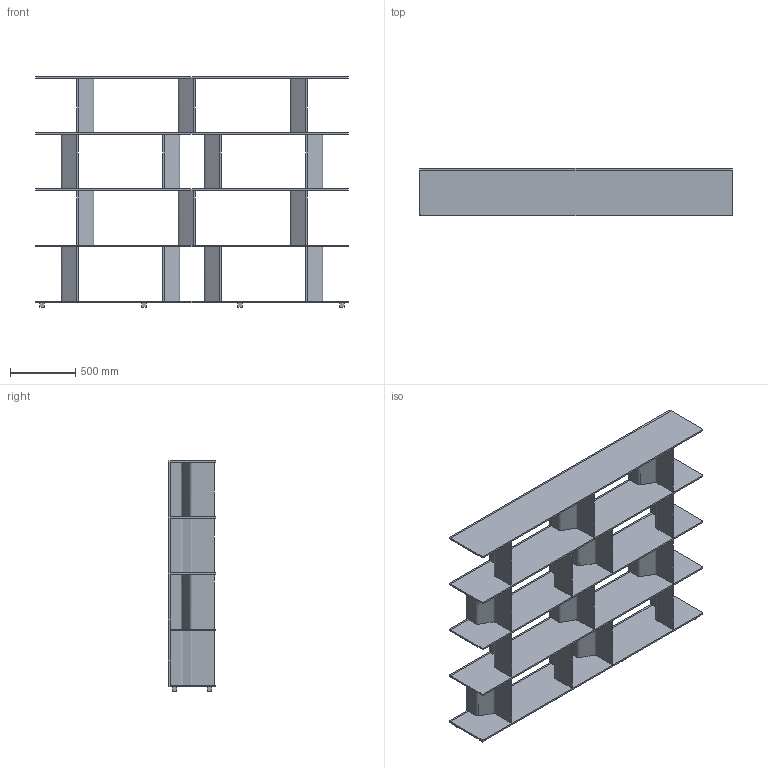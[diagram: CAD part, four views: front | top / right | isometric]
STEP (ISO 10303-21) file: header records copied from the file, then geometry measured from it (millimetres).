
FILE_DESCRIPTION(/* description */ (''),/* implementation_level */ '2;1');
FILE_NAME(/* name */ '8401 - Inori comp. A',/* time_stamp */ '2010-12-14T11:43:44+01:00',/* author */ (''),/* organization */ (''),/* preprocessor_version */ 'ST-DEVELOPER v10',/* originating_system */ '',/* authorisation */ '');
FILE_SCHEMA (('CONFIG_CONTROL_DESIGN'));
Length unit declared in the file: centimetre
Products named in the file (1): 1
Bounding box: 2400 x 365 x 1775 mm (x, y, z)
Volume: 77839610.5 mm3; surface area: 14648504.7 mm2
Topology: 46 solids, 46 shells, 328 faces, 708 edges, 472 vertices
Faces by surface type: plane 248, bspline 80
Entity records: 8920 total; most frequent: CARTESIAN_POINT 3970, ORIENTED_EDGE 1416, EDGE_CURVE 708, VERTEX_POINT 472, B_SPLINE_CURVE_WITH_KNOTS 444, ADVANCED_FACE 328, FACE_OUTER_BOUND 328, EDGE_LOOP 328
